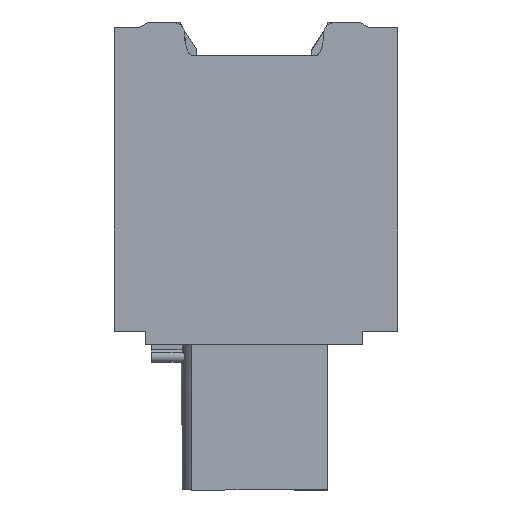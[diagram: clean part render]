
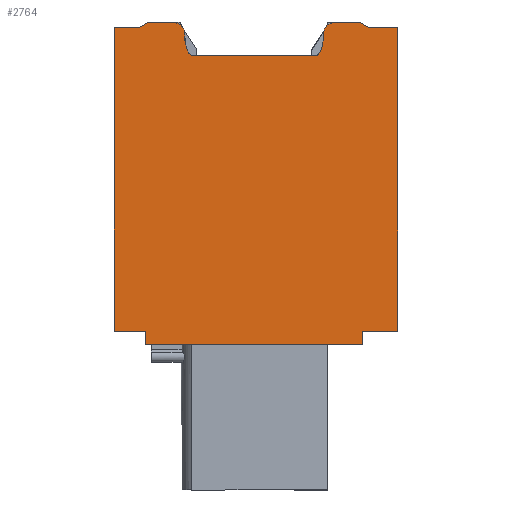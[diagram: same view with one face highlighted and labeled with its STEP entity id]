
A CAD part, left-side view. The second image highlights one B-rep face of the part: STEP entity #2764.
In plain terms, the highlighted planar face has unit normal (-1, 0, 0).
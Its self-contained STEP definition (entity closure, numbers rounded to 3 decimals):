
#875=AXIS2_PLACEMENT_3D('Circle Axis2P3D',#873,#874,$) ;
#923=AXIS2_PLACEMENT_3D('Circle Axis2P3D',#921,#922,$) ;
#2667=AXIS2_PLACEMENT_3D('Plane Axis2P3D',#2664,#2665,#2666) ;
#837=CARTESIAN_POINT('Vertex',(0.,11.939,25.)) ;
#853=CARTESIAN_POINT('Vertex',(0.,13.4,25.)) ;
#856=CARTESIAN_POINT('Line Origine',(0.,8.675,25.)) ;
#873=CARTESIAN_POINT('Axis2P3D Location',(0.,11.939,24.5)) ;
#877=CARTESIAN_POINT('Vertex',(0.,11.439,24.525)) ;
#918=CARTESIAN_POINT('Vertex',(0.,3.961,24.525)) ;
#921=CARTESIAN_POINT('Axis2P3D Location',(0.,3.461,24.5)) ;
#925=CARTESIAN_POINT('Vertex',(0.,3.461,25.)) ;
#959=CARTESIAN_POINT('Line Origine',(0.,6.725,25.)) ;
#963=CARTESIAN_POINT('Vertex',(0.,2.,25.)) ;
#990=CARTESIAN_POINT('Line Origine',(0.,1.75,24.875)) ;
#994=CARTESIAN_POINT('Vertex',(0.,1.5,24.75)) ;
#1065=CARTESIAN_POINT('Vertex',(0.,13.9,24.75)) ;
#1068=CARTESIAN_POINT('Line Origine',(0.,13.65,24.875)) ;
#1961=CARTESIAN_POINT('Vertex',(0.,4.45,23.25)) ;
#1965=CARTESIAN_POINT('Control Point',(0.,4.45,23.25)) ;
#1966=CARTESIAN_POINT('Control Point',(0.,4.406,23.25)) ;
#1967=CARTESIAN_POINT('Control Point',(0.,4.364,23.258)) ;
#1968=CARTESIAN_POINT('Control Point',(0.,4.321,23.278)) ;
#1969=CARTESIAN_POINT('Control Point',(0.,4.241,23.336)) ;
#1970=CARTESIAN_POINT('Control Point',(0.,4.178,23.426)) ;
#1971=CARTESIAN_POINT('Control Point',(0.,4.15,23.48)) ;
#1972=CARTESIAN_POINT('Control Point',(0.,4.077,23.649)) ;
#1973=CARTESIAN_POINT('Control Point',(0.,4.035,23.833)) ;
#1974=CARTESIAN_POINT('Control Point',(0.,4.014,23.952)) ;
#1975=CARTESIAN_POINT('Control Point',(0.,3.989,24.142)) ;
#1976=CARTESIAN_POINT('Control Point',(0.,3.973,24.328)) ;
#1977=CARTESIAN_POINT('Control Point',(0.,3.968,24.394)) ;
#1978=CARTESIAN_POINT('Control Point',(0.,3.964,24.459)) ;
#1979=CARTESIAN_POINT('Control Point',(0.,3.961,24.525)) ;
#2005=CARTESIAN_POINT('Control Point',(0.,10.95,23.25)) ;
#2006=CARTESIAN_POINT('Control Point',(0.,11.005,23.25)) ;
#2007=CARTESIAN_POINT('Control Point',(0.,11.059,23.263)) ;
#2008=CARTESIAN_POINT('Control Point',(0.,11.109,23.294)) ;
#2009=CARTESIAN_POINT('Control Point',(0.,11.228,23.409)) ;
#2010=CARTESIAN_POINT('Control Point',(0.,11.297,23.576)) ;
#2011=CARTESIAN_POINT('Control Point',(0.,11.33,23.686)) ;
#2012=CARTESIAN_POINT('Control Point',(0.,11.384,23.922)) ;
#2013=CARTESIAN_POINT('Control Point',(0.,11.413,24.158)) ;
#2014=CARTESIAN_POINT('Control Point',(0.,11.425,24.281)) ;
#2015=CARTESIAN_POINT('Control Point',(0.,11.433,24.403)) ;
#2016=CARTESIAN_POINT('Control Point',(0.,11.439,24.525)) ;
#2017=CARTESIAN_POINT('Vertex',(0.,10.95,23.25)) ;
#2241=CARTESIAN_POINT('Line Origine',(0.,0.75,24.75)) ;
#2245=CARTESIAN_POINT('Vertex',(0.,0.,24.75)) ;
#2664=CARTESIAN_POINT('Axis2P3D Location',(0.,15.2,7.8)) ;
#2669=CARTESIAN_POINT('Line Origine',(0.,1.55,8.5)) ;
#2673=CARTESIAN_POINT('Vertex',(0.,1.9,8.5)) ;
#2675=CARTESIAN_POINT('Vertex',(0.,1.2,8.5)) ;
#2678=CARTESIAN_POINT('Line Origine',(0.,0.6,8.5)) ;
#2682=CARTESIAN_POINT('Vertex',(0.,0.,8.5)) ;
#2685=CARTESIAN_POINT('Line Origine',(0.,0.,16.625)) ;
#2690=CARTESIAN_POINT('Line Origine',(0.,7.7,23.25)) ;
#2695=CARTESIAN_POINT('Line Origine',(0.,14.55,24.75)) ;
#2699=CARTESIAN_POINT('Vertex',(0.,15.2,24.75)) ;
#2702=CARTESIAN_POINT('Line Origine',(0.,15.2,16.625)) ;
#2706=CARTESIAN_POINT('Vertex',(0.,15.2,8.5)) ;
#2709=CARTESIAN_POINT('Line Origine',(0.,14.6,8.5)) ;
#2713=CARTESIAN_POINT('Vertex',(0.,14.,8.5)) ;
#2716=CARTESIAN_POINT('Line Origine',(0.,13.75,8.5)) ;
#2720=CARTESIAN_POINT('Vertex',(0.,13.5,8.5)) ;
#2723=CARTESIAN_POINT('Line Origine',(0.,13.5,8.15)) ;
#2727=CARTESIAN_POINT('Vertex',(0.,13.5,7.8)) ;
#2730=CARTESIAN_POINT('Line Origine',(0.,7.7,7.8)) ;
#2734=CARTESIAN_POINT('Vertex',(0.,1.9,7.8)) ;
#2737=CARTESIAN_POINT('Line Origine',(0.,1.9,8.15)) ;
#857=DIRECTION('Vector Direction',(0.,-1.,0.)) ;
#874=DIRECTION('Axis2P3D Direction',(1.,0.,0.)) ;
#922=DIRECTION('Axis2P3D Direction',(-1.,0.,0.)) ;
#960=DIRECTION('Vector Direction',(0.,1.,0.)) ;
#991=DIRECTION('Vector Direction',(0.,0.894,0.447)) ;
#1069=DIRECTION('Vector Direction',(0.,-0.894,0.447)) ;
#2242=DIRECTION('Vector Direction',(0.,1.,0.)) ;
#2665=DIRECTION('Axis2P3D Direction',(1.,0.,0.)) ;
#2666=DIRECTION('Axis2P3D XDirection',(0.,0.,1.)) ;
#2670=DIRECTION('Vector Direction',(0.,1.,0.)) ;
#2679=DIRECTION('Vector Direction',(0.,-1.,0.)) ;
#2686=DIRECTION('Vector Direction',(0.,0.,-1.)) ;
#2691=DIRECTION('Vector Direction',(0.,1.,0.)) ;
#2696=DIRECTION('Vector Direction',(0.,-1.,0.)) ;
#2703=DIRECTION('Vector Direction',(0.,0.,-1.)) ;
#2710=DIRECTION('Vector Direction',(0.,-1.,0.)) ;
#2717=DIRECTION('Vector Direction',(0.,1.,0.)) ;
#2724=DIRECTION('Vector Direction',(0.,0.,1.)) ;
#2731=DIRECTION('Vector Direction',(0.,-1.,0.)) ;
#2738=DIRECTION('Vector Direction',(0.,0.,-1.)) ;
#858=VECTOR('Line Direction',#857,1.) ;
#961=VECTOR('Line Direction',#960,1.) ;
#992=VECTOR('Line Direction',#991,1.) ;
#1070=VECTOR('Line Direction',#1069,1.) ;
#2243=VECTOR('Line Direction',#2242,1.) ;
#2671=VECTOR('Line Direction',#2670,1.) ;
#2680=VECTOR('Line Direction',#2679,1.) ;
#2687=VECTOR('Line Direction',#2686,1.) ;
#2692=VECTOR('Line Direction',#2691,1.) ;
#2697=VECTOR('Line Direction',#2696,1.) ;
#2704=VECTOR('Line Direction',#2703,1.) ;
#2711=VECTOR('Line Direction',#2710,1.) ;
#2718=VECTOR('Line Direction',#2717,1.) ;
#2725=VECTOR('Line Direction',#2724,1.) ;
#2732=VECTOR('Line Direction',#2731,1.) ;
#2739=VECTOR('Line Direction',#2738,1.) ;
#2743=ORIENTED_EDGE('',*,*,#2677,.T.) ;
#2744=ORIENTED_EDGE('',*,*,#2684,.T.) ;
#2745=ORIENTED_EDGE('',*,*,#2689,.F.) ;
#2746=ORIENTED_EDGE('',*,*,#2247,.T.) ;
#2747=ORIENTED_EDGE('',*,*,#996,.T.) ;
#2748=ORIENTED_EDGE('',*,*,#965,.T.) ;
#2749=ORIENTED_EDGE('',*,*,#927,.T.) ;
#2750=ORIENTED_EDGE('',*,*,#1980,.F.) ;
#2751=ORIENTED_EDGE('',*,*,#2694,.T.) ;
#2752=ORIENTED_EDGE('',*,*,#2019,.F.) ;
#2753=ORIENTED_EDGE('',*,*,#879,.F.) ;
#2754=ORIENTED_EDGE('',*,*,#860,.F.) ;
#2755=ORIENTED_EDGE('',*,*,#1072,.F.) ;
#2756=ORIENTED_EDGE('',*,*,#2701,.F.) ;
#2757=ORIENTED_EDGE('',*,*,#2708,.T.) ;
#2758=ORIENTED_EDGE('',*,*,#2715,.T.) ;
#2759=ORIENTED_EDGE('',*,*,#2722,.T.) ;
#2760=ORIENTED_EDGE('',*,*,#2729,.T.) ;
#2761=ORIENTED_EDGE('',*,*,#2736,.T.) ;
#2762=ORIENTED_EDGE('',*,*,#2741,.T.) ;
#2764=ADVANCED_FACE('housing',(#2763),#2668,.F.) ;
#1964=B_SPLINE_CURVE_WITH_KNOTS('',5,(#1965,#1966,#1967,#1968,#1969,#1970,#1971,#1972,#1973,#1974,#1975,#1976,#1977,#1978,#1979),.UNSPECIFIED.,.F.,.U.,(6,3,3,3,6),(0.,0.307,0.698,1.499,1.937),.UNSPECIFIED.) ;
#2004=B_SPLINE_CURVE_WITH_KNOTS('',5,(#2005,#2006,#2007,#2008,#2009,#2010,#2011,#2012,#2013,#2014,#2015,#2016),.UNSPECIFIED.,.F.,.U.,(6,3,3,6),(0.,0.386,1.123,1.938),.UNSPECIFIED.) ;
#876=CIRCLE('generated circle',#875,0.5) ;
#924=CIRCLE('generated circle',#923,0.5) ;
#860=EDGE_CURVE('',#854,#838,#859,.T.) ;
#879=EDGE_CURVE('',#838,#878,#876,.T.) ;
#927=EDGE_CURVE('',#926,#919,#924,.T.) ;
#965=EDGE_CURVE('',#964,#926,#962,.T.) ;
#996=EDGE_CURVE('',#995,#964,#993,.T.) ;
#1072=EDGE_CURVE('',#1066,#854,#1071,.T.) ;
#1980=EDGE_CURVE('',#1962,#919,#1964,.T.) ;
#2019=EDGE_CURVE('',#878,#2018,#2004,.F.) ;
#2247=EDGE_CURVE('',#2246,#995,#2244,.T.) ;
#2677=EDGE_CURVE('',#2674,#2676,#2672,.F.) ;
#2684=EDGE_CURVE('',#2676,#2683,#2681,.T.) ;
#2689=EDGE_CURVE('',#2246,#2683,#2688,.T.) ;
#2694=EDGE_CURVE('',#1962,#2018,#2693,.T.) ;
#2701=EDGE_CURVE('',#2700,#1066,#2698,.T.) ;
#2708=EDGE_CURVE('',#2700,#2707,#2705,.T.) ;
#2715=EDGE_CURVE('',#2707,#2714,#2712,.T.) ;
#2722=EDGE_CURVE('',#2714,#2721,#2719,.F.) ;
#2729=EDGE_CURVE('',#2721,#2728,#2726,.F.) ;
#2736=EDGE_CURVE('',#2728,#2735,#2733,.T.) ;
#2741=EDGE_CURVE('',#2735,#2674,#2740,.F.) ;
#2742=EDGE_LOOP('',(#2743,#2744,#2745,#2746,#2747,#2748,#2749,#2750,#2751,#2752,#2753,#2754,#2755,#2756,#2757,#2758,#2759,#2760,#2761,#2762)) ;
#2763=FACE_OUTER_BOUND('',#2742,.T.) ;
#859=LINE('Line',#856,#858) ;
#962=LINE('Line',#959,#961) ;
#993=LINE('Line',#990,#992) ;
#1071=LINE('Line',#1068,#1070) ;
#2244=LINE('Line',#2241,#2243) ;
#2672=LINE('Line',#2669,#2671) ;
#2681=LINE('Line',#2678,#2680) ;
#2688=LINE('Line',#2685,#2687) ;
#2693=LINE('Line',#2690,#2692) ;
#2698=LINE('Line',#2695,#2697) ;
#2705=LINE('Line',#2702,#2704) ;
#2712=LINE('Line',#2709,#2711) ;
#2719=LINE('Line',#2716,#2718) ;
#2726=LINE('Line',#2723,#2725) ;
#2733=LINE('Line',#2730,#2732) ;
#2740=LINE('Line',#2737,#2739) ;
#2668=PLANE('',#2667) ;
#838=VERTEX_POINT('',#837) ;
#854=VERTEX_POINT('',#853) ;
#878=VERTEX_POINT('',#877) ;
#919=VERTEX_POINT('',#918) ;
#926=VERTEX_POINT('',#925) ;
#964=VERTEX_POINT('',#963) ;
#995=VERTEX_POINT('',#994) ;
#1066=VERTEX_POINT('',#1065) ;
#1962=VERTEX_POINT('',#1961) ;
#2018=VERTEX_POINT('',#2017) ;
#2246=VERTEX_POINT('',#2245) ;
#2674=VERTEX_POINT('',#2673) ;
#2676=VERTEX_POINT('',#2675) ;
#2683=VERTEX_POINT('',#2682) ;
#2700=VERTEX_POINT('',#2699) ;
#2707=VERTEX_POINT('',#2706) ;
#2714=VERTEX_POINT('',#2713) ;
#2721=VERTEX_POINT('',#2720) ;
#2728=VERTEX_POINT('',#2727) ;
#2735=VERTEX_POINT('',#2734) ;
